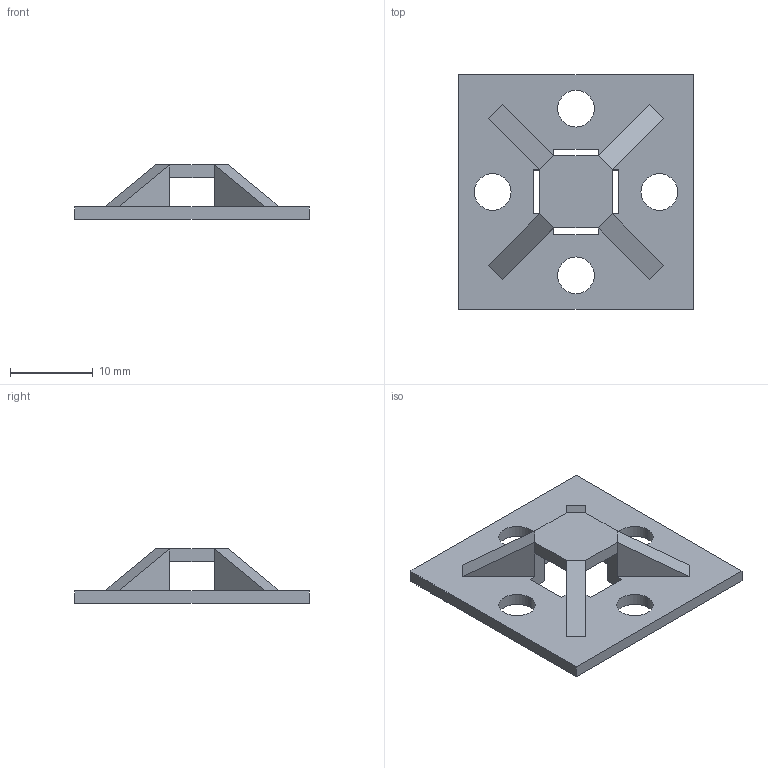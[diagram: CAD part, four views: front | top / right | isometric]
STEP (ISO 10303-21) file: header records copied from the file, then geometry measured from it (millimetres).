
FILE_DESCRIPTION((''),'2;1');
FILE_NAME('cabletiemount.stp','2002-01-21T15:12:57',('Administrator'),(''),'Autodesk Inventor (tm) 3.0','Autodesk Inventor (tm) 3.0','');
FILE_SCHEMA(('CONFIG_CONTROL_DESIGN'));
Length unit declared in the file: inch
Products named in the file (1): cabletiemount
Bounding box: 28.45 x 28.45 x 6.58 mm (x, y, z)
Volume: 1326.7 mm3; surface area: 2044.4 mm2
Topology: 1 solids, 1 shells, 52 faces, 148 edges, 92 vertices
Faces by surface type: plane 44, cylinder 8
Entity records: 1777 total; most frequent: ORIENTED_EDGE 296, CARTESIAN_POINT 293, DIRECTION 270, EDGE_CURVE 148, VECTOR 132, LINE 132, VERTEX_POINT 92, AXIS2_PLACEMENT_3D 69
